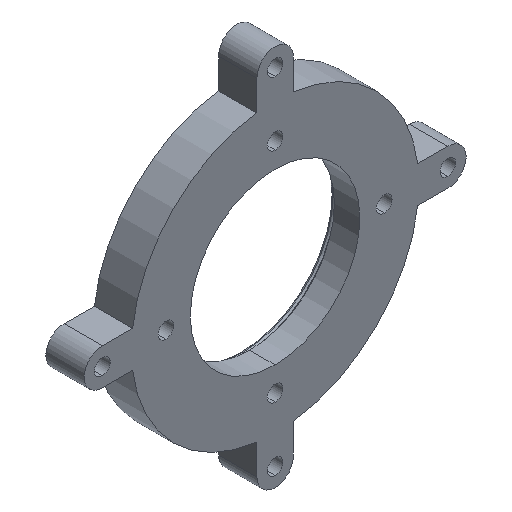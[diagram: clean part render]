
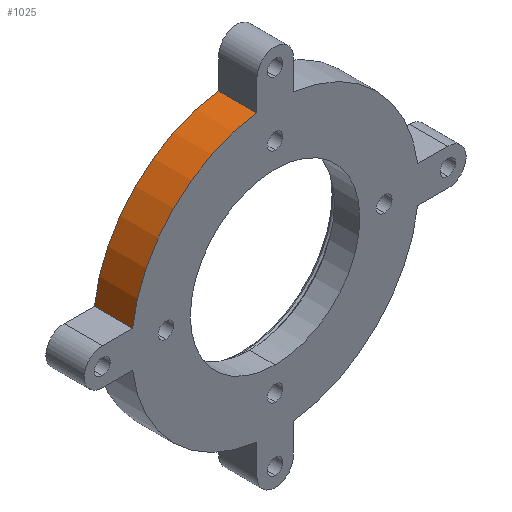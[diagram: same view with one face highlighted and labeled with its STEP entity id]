
A CAD part, isometric view. The second image highlights one B-rep face of the part: STEP entity #1025.
In plain terms, the highlighted cylindrical face has radius 39.5 mm (diameter 79 mm), a partial arc.
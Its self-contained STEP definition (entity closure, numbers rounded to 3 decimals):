
#20 = CARTESIAN_POINT ( 'NONE',  ( -5., -1.048, 39.182 ) ) ;
#76 = FACE_OUTER_BOUND ( 'NONE', #1511, .T. ) ;
#118 = CARTESIAN_POINT ( 'NONE',  ( -5., -11.555, 39.182 ) ) ;
#176 = VERTEX_POINT ( 'NONE', #749 ) ;
#209 = VECTOR ( 'NONE', #1353, 1000. ) ;
#214 = CYLINDRICAL_SURFACE ( 'NONE', #259, 39.5 ) ;
#247 = LINE ( 'NONE', #617, #209 ) ;
#259 = AXIS2_PLACEMENT_3D ( 'NONE', #327, #1034, #1414 ) ;
#327 = CARTESIAN_POINT ( 'NONE',  ( 0., -1000., 0. ) ) ;
#358 = CIRCLE ( 'NONE', #1253, 39.5 ) ;
#364 = CARTESIAN_POINT ( 'NONE',  ( 0., -11.555, 0. ) ) ;
#371 = DIRECTION ( 'NONE',  ( 0., 0., -1. ) ) ;
#378 = DIRECTION ( 'NONE',  ( 0., -1., 0. ) ) ;
#381 = VECTOR ( 'NONE', #457, 1000. ) ;
#403 = AXIS2_PLACEMENT_3D ( 'NONE', #364, #378, #371 ) ;
#435 = LINE ( 'NONE', #929, #381 ) ;
#436 = VERTEX_POINT ( 'NONE', #20 ) ;
#457 = DIRECTION ( 'NONE',  ( 0., -1., 0. ) ) ;
#575 = CARTESIAN_POINT ( 'NONE',  ( -39.182, -11.555, 5. ) ) ;
#608 = EDGE_CURVE ( 'NONE', #176, #1035, #435, .T. ) ;
#617 = CARTESIAN_POINT ( 'NONE',  ( -5., 15.606, 39.182 ) ) ;
#745 = EDGE_CURVE ( 'NONE', #436, #176, #358, .T. ) ;
#749 = CARTESIAN_POINT ( 'NONE',  ( -39.182, -1.048, 5. ) ) ;
#750 = DIRECTION ( 'NONE',  ( 0., -1., 0. ) ) ;
#784 = ORIENTED_EDGE ( 'NONE', *, *, #1171, .F. ) ;
#798 = EDGE_CURVE ( 'NONE', #1217, #1035, #1505, .T. ) ;
#844 = CARTESIAN_POINT ( 'NONE',  ( 0., -1.048, 0. ) ) ;
#865 = ORIENTED_EDGE ( 'NONE', *, *, #608, .T. ) ;
#929 = CARTESIAN_POINT ( 'NONE',  ( -39.182, 15.606, 5. ) ) ;
#967 = DIRECTION ( 'NONE',  ( 0., 0., -1. ) ) ;
#972 = ORIENTED_EDGE ( 'NONE', *, *, #745, .T. ) ;
#1020 = ORIENTED_EDGE ( 'NONE', *, *, #798, .F. ) ;
#1025 = ADVANCED_FACE ( 'NONE', ( #76 ), #214, .T. ) ;
#1034 = DIRECTION ( 'NONE',  ( 0., -1., 0. ) ) ;
#1035 = VERTEX_POINT ( 'NONE', #575 ) ;
#1171 = EDGE_CURVE ( 'NONE', #436, #1217, #247, .T. ) ;
#1217 = VERTEX_POINT ( 'NONE', #118 ) ;
#1253 = AXIS2_PLACEMENT_3D ( 'NONE', #844, #750, #967 ) ;
#1353 = DIRECTION ( 'NONE',  ( 0., -1., 0. ) ) ;
#1414 = DIRECTION ( 'NONE',  ( 0., 0., -1. ) ) ;
#1505 = CIRCLE ( 'NONE', #403, 39.5 ) ;
#1511 = EDGE_LOOP ( 'NONE', ( #865, #1020, #784, #972 ) ) ;
